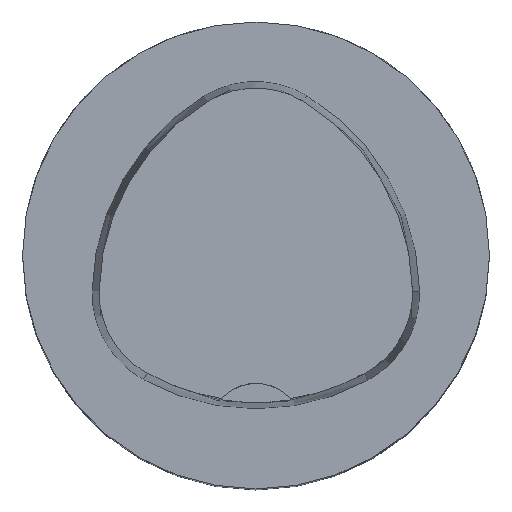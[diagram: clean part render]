
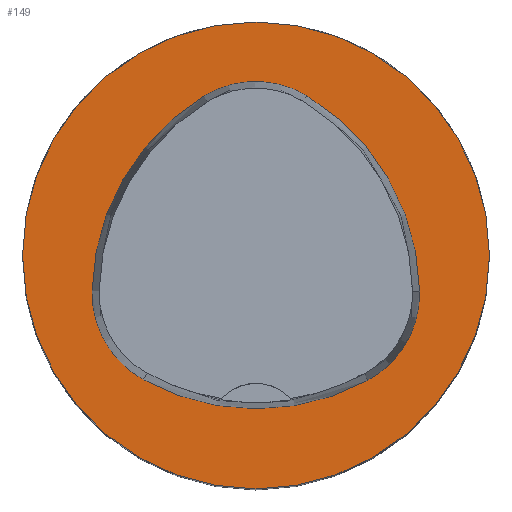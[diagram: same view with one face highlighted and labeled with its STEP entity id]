
A CAD part, top view. The second image highlights one B-rep face of the part: STEP entity #149.
In plain terms, the highlighted planar face has unit normal (0, 0, 1).
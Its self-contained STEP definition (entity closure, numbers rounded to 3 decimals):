
#93=FACE_BOUND('',#288,.T.);
#94=FACE_BOUND('',#289,.T.);
#99=CIRCLE('',#845,20.);
#109=CIRCLE('',#867,20.);
#111=CIRCLE('',#870,8.5);
#113=CIRCLE('',#873,20.);
#115=CIRCLE('',#876,8.5);
#119=CIRCLE('',#881,20.);
#121=CIRCLE('',#884,8.5);
#149=ADVANCED_FACE('',(#93,#94),#184,.T.);
#184=PLANE('',#889);
#288=EDGE_LOOP('',(#416,#417,#418,#419,#420,#421));
#289=EDGE_LOOP('',(#422));
#416=ORIENTED_EDGE('',*,*,#650,.T.);
#417=ORIENTED_EDGE('',*,*,#630,.T.);
#418=ORIENTED_EDGE('',*,*,#634,.T.);
#419=ORIENTED_EDGE('',*,*,#637,.T.);
#420=ORIENTED_EDGE('',*,*,#640,.T.);
#421=ORIENTED_EDGE('',*,*,#648,.T.);
#422=ORIENTED_EDGE('',*,*,#615,.F.);
#545=VERTEX_POINT('',#1239);
#557=VERTEX_POINT('',#1278);
#558=VERTEX_POINT('',#1279);
#561=VERTEX_POINT('',#1287);
#563=VERTEX_POINT('',#1293);
#565=VERTEX_POINT('',#1299);
#572=VERTEX_POINT('',#1320);
#615=EDGE_CURVE('',#545,#545,#99,.T.);
#630=EDGE_CURVE('',#557,#558,#109,.T.);
#634=EDGE_CURVE('',#558,#561,#111,.T.);
#637=EDGE_CURVE('',#561,#563,#113,.T.);
#640=EDGE_CURVE('',#563,#565,#115,.T.);
#648=EDGE_CURVE('',#565,#572,#119,.T.);
#650=EDGE_CURVE('',#572,#557,#121,.T.);
#845=AXIS2_PLACEMENT_3D('',#1238,#980,#981);
#867=AXIS2_PLACEMENT_3D('',#1277,#1029,#1030);
#870=AXIS2_PLACEMENT_3D('',#1286,#1037,#1038);
#873=AXIS2_PLACEMENT_3D('',#1292,#1044,#1045);
#876=AXIS2_PLACEMENT_3D('',#1298,#1051,#1052);
#881=AXIS2_PLACEMENT_3D('',#1321,#1063,#1064);
#884=AXIS2_PLACEMENT_3D('',#1324,#1069,#1070);
#889=AXIS2_PLACEMENT_3D('',#1329,#1079,#1080);
#980=DIRECTION('',(0.,0.,-1.));
#981=DIRECTION('',(-1.,0.,0.));
#1029=DIRECTION('',(0.,0.,-1.));
#1030=DIRECTION('',(-1.,0.,0.));
#1037=DIRECTION('',(0.,0.,-1.));
#1038=DIRECTION('',(-1.,0.,0.));
#1044=DIRECTION('',(0.,0.,-1.));
#1045=DIRECTION('',(-1.,0.,0.));
#1051=DIRECTION('',(0.,0.,-1.));
#1052=DIRECTION('',(-1.,0.,0.));
#1063=DIRECTION('',(0.,0.,-1.));
#1064=DIRECTION('',(-1.,0.,0.));
#1069=DIRECTION('',(0.,0.,-1.));
#1070=DIRECTION('',(-1.,0.,0.));
#1079=DIRECTION('',(0.,0.,1.));
#1080=DIRECTION('',(1.,0.,0.));
#1238=CARTESIAN_POINT('',(0.,0.,0.));
#1239=CARTESIAN_POINT('',(-20.,0.,0.));
#1277=CARTESIAN_POINT('',(5.955,-3.414,0.));
#1278=CARTESIAN_POINT('',(-14.041,-3.042,0.));
#1279=CARTESIAN_POINT('',(-4.472,13.653,0.));
#1286=CARTESIAN_POINT('',(-0.04,6.4,0.));
#1287=CARTESIAN_POINT('',(4.347,13.68,0.));
#1292=CARTESIAN_POINT('',(-5.976,-3.45,0.));
#1293=CARTESIAN_POINT('',(14.021,-3.075,0.));
#1298=CARTESIAN_POINT('',(5.522,-3.235,0.));
#1299=CARTESIAN_POINT('',(9.588,-10.699,0.));
#1320=CARTESIAN_POINT('',(-9.655,-10.639,0.));
#1321=CARTESIAN_POINT('',(0.022,6.864,0.));
#1324=CARTESIAN_POINT('',(-5.543,-3.2,0.));
#1329=CARTESIAN_POINT('',(0.,0.,0.));
